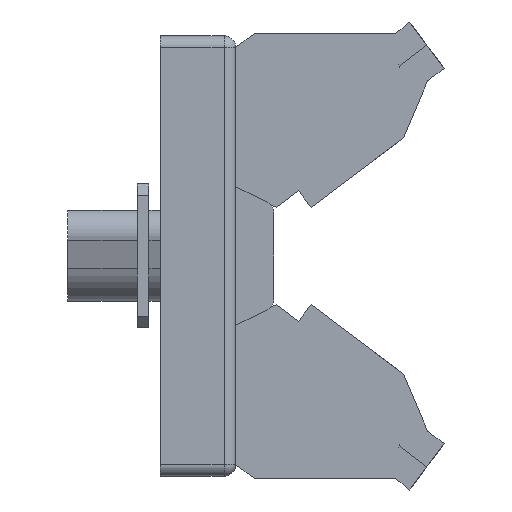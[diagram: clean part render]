
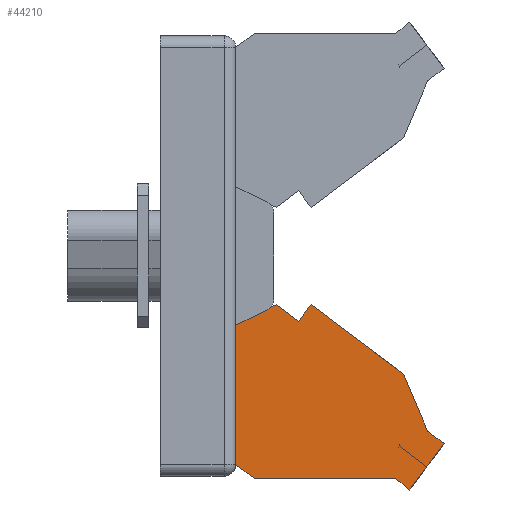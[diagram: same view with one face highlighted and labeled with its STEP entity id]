
A CAD part, left-side view. The second image highlights one B-rep face of the part: STEP entity #44210.
In plain terms, the highlighted face is planar.
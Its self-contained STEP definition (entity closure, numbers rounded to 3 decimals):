
#950=CARTESIAN_POINT('',(7.5,6.3,0.));
#960=VERTEX_POINT('',#950);
#1450=CARTESIAN_POINT('',(7.5,-5.7,0.));
#1460=VERTEX_POINT('',#1450);
#1490=CARTESIAN_POINT('',(7.5,0.,0.));
#1500=DIRECTION('',(0.,-1.,0.));
#1510=VECTOR('',#1500,1.);
#1520=LINE('',#1490,#1510);
#1530=EDGE_CURVE('',#960,#1460,#1520,.T.);
#36450=CARTESIAN_POINT('',(7.5,4.5,18.));
#36460=VERTEX_POINT('',#36450);
#36630=CARTESIAN_POINT('',(7.5,8.5,15.));
#36640=VERTEX_POINT('',#36630);
#36670=CARTESIAN_POINT('',(7.5,0.,21.375));
#36680=DIRECTION('',(0.,0.8,-0.6));
#36690=VECTOR('',#36680,1.);
#36700=LINE('',#36670,#36690);
#36710=EDGE_CURVE('',#36460,#36640,#36700,.T.);
#41240=CARTESIAN_POINT('',(7.5,-6.06,5.42));
#41250=VERTEX_POINT('',#41240);
#41420=CARTESIAN_POINT('',(7.5,-7.5,6.5));
#41430=VERTEX_POINT('',#41420);
#41460=CARTESIAN_POINT('',(7.5,0.,0.875));
#41470=DIRECTION('',(0.,-0.8,0.6));
#41480=VECTOR('',#41470,1.);
#41490=LINE('',#41460,#41480);
#41500=EDGE_CURVE('',#41250,#41430,#41490,.T.);
#43070=CARTESIAN_POINT('',(7.5,-1.5,14.5));
#43080=VERTEX_POINT('',#43070);
#43250=CARTESIAN_POINT('',(7.5,3.42,16.56));
#43260=VERTEX_POINT('',#43250);
#43290=CARTESIAN_POINT('',(7.5,0.,15.128));
#43300=DIRECTION('',(0.,0.922,0.386));
#43310=VECTOR('',#43300,1.);
#43320=LINE('',#43290,#43310);
#43330=EDGE_CURVE('',#43080,#43260,#43320,.T.);
#43450=CARTESIAN_POINT('',(7.5,-0.118,7.057));
#43460=DIRECTION('',(1.,0.,0.));
#43470=DIRECTION('',(0.,1.,0.));
#43480=AXIS2_PLACEMENT_3D('',#43450,#43460,#43470);
#43490=PLANE('',#43480);
#43500=CARTESIAN_POINT('',(7.5,-9.,0.));
#43510=DIRECTION('',(0.,0.6,0.8));
#43520=VECTOR('',#43510,1.);
#43530=LINE('',#43500,#43520);
#43540=EDGE_CURVE('',#43260,#36460,#43530,.T.);
#43550=ORIENTED_EDGE('',*,*,#43540,.F.);
#43560=ORIENTED_EDGE('',*,*,#36710,.F.);
#43570=CARTESIAN_POINT('',(7.5,-4.,0.));
#43580=DIRECTION('',(0.,-0.64,-0.768));
#43590=VECTOR('',#43580,1.);
#43600=LINE('',#43570,#43590);
#43610=CARTESIAN_POINT('',(7.5,7.5,13.8));
#43620=VERTEX_POINT('',#43610);
#43630=EDGE_CURVE('',#36640,#43620,#43600,.T.);
#43640=ORIENTED_EDGE('',*,*,#43630,.F.);
#43650=CARTESIAN_POINT('',(7.5,7.5,0.));
#43660=DIRECTION('',(0.,0.,-1.));
#43670=VECTOR('',#43660,1.);
#43680=LINE('',#43650,#43670);
#43690=CARTESIAN_POINT('',(7.5,7.5,1.6));
#43700=VERTEX_POINT('',#43690);
#43710=EDGE_CURVE('',#43620,#43700,#43680,.T.);
#43720=ORIENTED_EDGE('',*,*,#43710,.F.);
#43730=CARTESIAN_POINT('',(7.5,6.3,0.));
#43740=DIRECTION('',(0.,-0.6,-0.8));
#43750=VECTOR('',#43740,1.);
#43760=LINE('',#43730,#43750);
#43770=EDGE_CURVE('',#43700,#960,#43760,.T.);
#43780=ORIENTED_EDGE('',*,*,#43770,.F.);
#43790=ORIENTED_EDGE('',*,*,#1530,.F.);
#43800=CARTESIAN_POINT('',(7.5,-5.7,0.));
#43810=DIRECTION('',(0.,-0.446,0.895));
#43820=VECTOR('',#43810,1.);
#43830=LINE('',#43800,#43820);
#43840=CARTESIAN_POINT('',(7.5,-7.069,2.746));
#43850=VERTEX_POINT('',#43840);
#43860=EDGE_CURVE('',#1460,#43850,#43830,.T.);
#43870=ORIENTED_EDGE('',*,*,#43860,.F.);
#43880=CARTESIAN_POINT('',(7.5,-7.964,2.3));
#43890=DIRECTION('',(-1.,0.,0.));
#43900=DIRECTION('',(0.,0.,1.));
#43910=AXIS2_PLACEMENT_3D('',#43880,#43890,#43900);
#43920=CIRCLE('',#43910,1.);
#43930=CARTESIAN_POINT('',(7.5,-7.31,3.056));
#43940=VERTEX_POINT('',#43930);
#43950=EDGE_CURVE('',#43940,#43850,#43920,.T.);
#43960=ORIENTED_EDGE('',*,*,#43950,.T.);
#43970=CARTESIAN_POINT('',(7.5,-6.,0.));
#43980=DIRECTION('',(0.,-0.394,0.919));
#43990=VECTOR('',#43980,1.);
#44000=LINE('',#43970,#43990);
#44010=CARTESIAN_POINT('',(7.5,-7.5,3.5));
#44020=VERTEX_POINT('',#44010);
#44030=EDGE_CURVE('',#43940,#44020,#44000,.T.);
#44040=ORIENTED_EDGE('',*,*,#44030,.F.);
#44050=CARTESIAN_POINT('',(7.5,-10.125,0.));
#44060=DIRECTION('',(0.,0.6,0.8));
#44070=VECTOR('',#44060,1.);
#44080=LINE('',#44050,#44070);
#44090=EDGE_CURVE('',#44020,#41250,#44080,.T.);
#44100=ORIENTED_EDGE('',*,*,#44090,.F.);
#44110=ORIENTED_EDGE('',*,*,#41500,.F.);
#44120=CARTESIAN_POINT('',(7.5,-12.375,0.));
#44130=DIRECTION('',(0.,0.6,0.8));
#44140=VECTOR('',#44130,1.);
#44150=LINE('',#44120,#44140);
#44160=EDGE_CURVE('',#41430,#43080,#44150,.T.);
#44170=ORIENTED_EDGE('',*,*,#44160,.F.);
#44180=ORIENTED_EDGE('',*,*,#43330,.F.);
#44190=EDGE_LOOP('',(#44180,#44170,#44110,#44100,#44040,#43960,#43870,
#43790,#43780,#43720,#43640,#43560,#43550));
#44200=FACE_OUTER_BOUND('',#44190,.T.);
#44210=ADVANCED_FACE('',(#44200),#43490,.T.);
